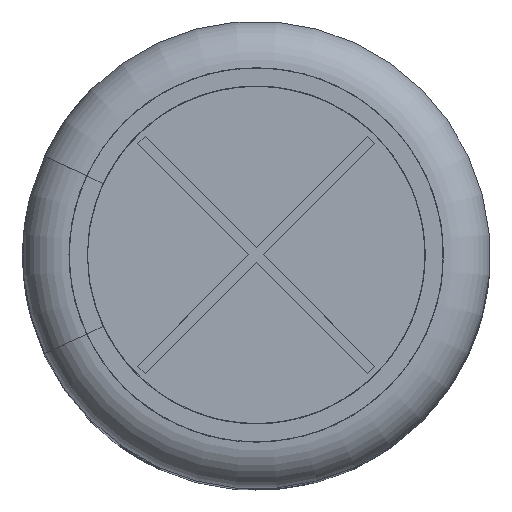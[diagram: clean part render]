
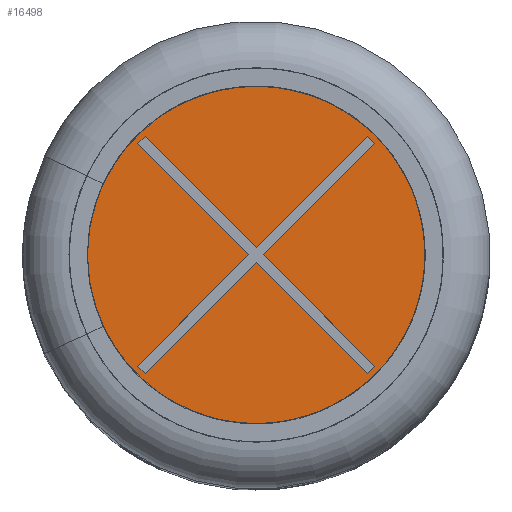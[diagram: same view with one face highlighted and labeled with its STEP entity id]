
A CAD part, top view. The second image highlights one B-rep face of the part: STEP entity #16498.
In plain terms, the highlighted planar face has unit normal (0, 0, 1).
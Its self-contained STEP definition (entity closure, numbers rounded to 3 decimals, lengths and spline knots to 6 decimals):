
#524=PLANE('',#17283);
#889=CIRCLE('',#17284,0.007209);
#1732=LINE('',#41983,#2623);
#1733=LINE('',#41986,#2624);
#1734=LINE('',#41988,#2625);
#1735=LINE('',#41990,#2626);
#1736=LINE('',#41992,#2627);
#1737=LINE('',#41994,#2628);
#1738=LINE('',#41996,#2629);
#1739=LINE('',#41998,#2630);
#1740=LINE('',#42000,#2631);
#1741=LINE('',#42002,#2632);
#1742=LINE('',#42004,#2633);
#1743=LINE('',#42006,#2634);
#2623=VECTOR('',#19605,1.);
#2624=VECTOR('',#19606,1.);
#2625=VECTOR('',#19607,1.);
#2626=VECTOR('',#19608,1.);
#2627=VECTOR('',#19609,1.);
#2628=VECTOR('',#19610,1.);
#2629=VECTOR('',#19611,1.);
#2630=VECTOR('',#19612,1.);
#2631=VECTOR('',#19613,1.);
#2632=VECTOR('',#19614,1.);
#2633=VECTOR('',#19615,1.);
#2634=VECTOR('',#19616,1.);
#5760=ORIENTED_EDGE('',*,*,#7572,.F.);
#5761=ORIENTED_EDGE('',*,*,#7573,.T.);
#5762=ORIENTED_EDGE('',*,*,#7574,.T.);
#5763=ORIENTED_EDGE('',*,*,#7575,.T.);
#5764=ORIENTED_EDGE('',*,*,#7576,.T.);
#5765=ORIENTED_EDGE('',*,*,#7577,.T.);
#5766=ORIENTED_EDGE('',*,*,#7578,.T.);
#5767=ORIENTED_EDGE('',*,*,#7579,.T.);
#5768=ORIENTED_EDGE('',*,*,#7580,.T.);
#5769=ORIENTED_EDGE('',*,*,#7581,.T.);
#5770=ORIENTED_EDGE('',*,*,#7582,.T.);
#5771=ORIENTED_EDGE('',*,*,#7583,.T.);
#5772=ORIENTED_EDGE('',*,*,#7584,.T.);
#7572=EDGE_CURVE('',#8746,#8746,#889,.T.);
#7573=EDGE_CURVE('',#8747,#8748,#1732,.T.);
#7574=EDGE_CURVE('',#8748,#8749,#1733,.T.);
#7575=EDGE_CURVE('',#8749,#8750,#1734,.T.);
#7576=EDGE_CURVE('',#8750,#8751,#1735,.T.);
#7577=EDGE_CURVE('',#8751,#8752,#1736,.T.);
#7578=EDGE_CURVE('',#8752,#8753,#1737,.T.);
#7579=EDGE_CURVE('',#8753,#8754,#1738,.T.);
#7580=EDGE_CURVE('',#8754,#8755,#1739,.T.);
#7581=EDGE_CURVE('',#8755,#8756,#1740,.T.);
#7582=EDGE_CURVE('',#8756,#8757,#1741,.T.);
#7583=EDGE_CURVE('',#8757,#8758,#1742,.T.);
#7584=EDGE_CURVE('',#8758,#8747,#1743,.T.);
#8746=VERTEX_POINT('',#41982);
#8747=VERTEX_POINT('',#41984);
#8748=VERTEX_POINT('',#41985);
#8749=VERTEX_POINT('',#41987);
#8750=VERTEX_POINT('',#41989);
#8751=VERTEX_POINT('',#41991);
#8752=VERTEX_POINT('',#41993);
#8753=VERTEX_POINT('',#41995);
#8754=VERTEX_POINT('',#41997);
#8755=VERTEX_POINT('',#41999);
#8756=VERTEX_POINT('',#42001);
#8757=VERTEX_POINT('',#42003);
#8758=VERTEX_POINT('',#42005);
#10023=EDGE_LOOP('',(#5760));
#10024=EDGE_LOOP('',(#5761,#5762,#5763,#5764,#5765,#5766,#5767,#5768,#5769,
#5770,#5771,#5772));
#10858=FACE_BOUND('',#10023,.T.);
#10859=FACE_BOUND('',#10024,.T.);
#16498=ADVANCED_FACE('',(#10858,#10859),#524,.T.);
#17283=AXIS2_PLACEMENT_3D('',#41980,#19601,#19602);
#17284=AXIS2_PLACEMENT_3D('',#41981,#19603,#19604);
#19601=DIRECTION('',(0.,0.,1.));
#19602=DIRECTION('',(1.,0.,0.));
#19603=DIRECTION('',(0.,0.,-1.));
#19604=DIRECTION('',(-1.,0.,0.));
#19605=DIRECTION('',(0.707,0.707,0.));
#19606=DIRECTION('',(0.707,-0.707,0.));
#19607=DIRECTION('',(0.707,0.707,0.));
#19608=DIRECTION('',(0.707,-0.707,0.));
#19609=DIRECTION('',(-0.707,-0.707,0.));
#19610=DIRECTION('',(0.707,-0.707,0.));
#19611=DIRECTION('',(-0.707,-0.707,0.));
#19612=DIRECTION('',(-0.707,0.707,0.));
#19613=DIRECTION('',(-0.707,-0.707,0.));
#19614=DIRECTION('',(-0.707,0.707,0.));
#19615=DIRECTION('',(0.707,0.707,0.));
#19616=DIRECTION('',(-0.707,0.707,0.));
#41980=CARTESIAN_POINT('',(-0.007209,0.,0.03978));
#41981=CARTESIAN_POINT('',(0.,0.,0.03978));
#41982=CARTESIAN_POINT('',(-0.007209,0.,0.03978));
#41983=CARTESIAN_POINT('',(-0.004276,0.004559,0.03978));
#41984=CARTESIAN_POINT('',(-0.004559,0.004276,0.03978));
#41985=CARTESIAN_POINT('',(-0.004276,0.004559,0.03978));
#41986=CARTESIAN_POINT('',(0.,0.000283,0.03978));
#41987=CARTESIAN_POINT('',(0.,0.000283,0.03978));
#41988=CARTESIAN_POINT('',(0.,0.000283,0.03978));
#41989=CARTESIAN_POINT('',(0.004276,0.004559,0.03978));
#41990=CARTESIAN_POINT('',(0.004559,0.004276,0.03978));
#41991=CARTESIAN_POINT('',(0.004559,0.004276,0.03978));
#41992=CARTESIAN_POINT('',(0.000283,0.,0.03978));
#41993=CARTESIAN_POINT('',(0.000283,0.,0.03978));
#41994=CARTESIAN_POINT('',(0.000283,0.,0.03978));
#41995=CARTESIAN_POINT('',(0.004559,-0.004276,0.03978));
#41996=CARTESIAN_POINT('',(0.004559,-0.004276,0.03978));
#41997=CARTESIAN_POINT('',(0.004276,-0.004559,0.03978));
#41998=CARTESIAN_POINT('',(0.,-0.000283,
0.03978));
#41999=CARTESIAN_POINT('',(0.,-0.000283,
0.03978));
#42000=CARTESIAN_POINT('',(0.,-0.000283,
0.03978));
#42001=CARTESIAN_POINT('',(-0.004276,-0.004559,0.03978));
#42002=CARTESIAN_POINT('',(-0.004276,-0.004559,0.03978));
#42003=CARTESIAN_POINT('',(-0.004559,-0.004276,0.03978));
#42004=CARTESIAN_POINT('',(-0.000283,0.,0.03978));
#42005=CARTESIAN_POINT('',(-0.000283,0.,0.03978));
#42006=CARTESIAN_POINT('',(-0.000283,0.,0.03978));
